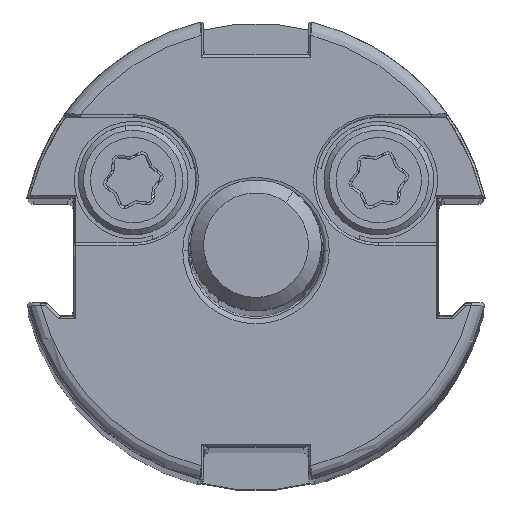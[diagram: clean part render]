
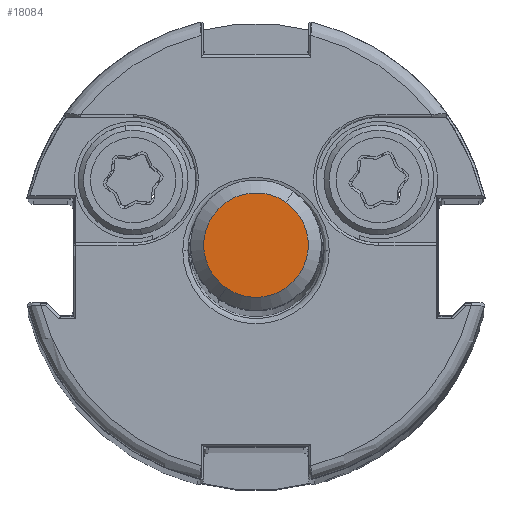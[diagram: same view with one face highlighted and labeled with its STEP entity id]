
A CAD part, top view. The second image highlights one B-rep face of the part: STEP entity #18084.
In plain terms, the highlighted planar face has unit normal (0, 0, 1).
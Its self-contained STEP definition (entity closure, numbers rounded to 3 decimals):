
#188 = EDGE_CURVE ( 'NONE', #7255, #10800, #17693, .T. ) ;
#594 = AXIS2_PLACEMENT_3D ( 'NONE', #744, #3702, #17812 ) ;
#744 = CARTESIAN_POINT ( 'NONE',  ( 0., 0., 257.4 ) ) ;
#1801 = CARTESIAN_POINT ( 'NONE',  ( -1.144, -1.64, 257.4 ) ) ;
#3680 = CIRCLE ( 'NONE', #18706, 2. ) ;
#3702 = DIRECTION ( 'NONE',  ( 0., 0., 1. ) ) ;
#4317 = CARTESIAN_POINT ( 'NONE',  ( 0., 0., 257.4 ) ) ;
#5160 = CARTESIAN_POINT ( 'NONE',  ( 0., 0., 257.4 ) ) ;
#5916 = DIRECTION ( 'NONE',  ( -0.572, -0.82, 0. ) ) ;
#6717 = PLANE ( 'NONE',  #19141 ) ;
#6798 = DIRECTION ( 'NONE',  ( -0.572, -0.82, 0. ) ) ;
#7255 = VERTEX_POINT ( 'NONE', #10477 ) ;
#10477 = CARTESIAN_POINT ( 'NONE',  ( 1.144, 1.64, 257.4 ) ) ;
#10800 = VERTEX_POINT ( 'NONE', #1801 ) ;
#12322 = EDGE_CURVE ( 'NONE', #10800, #7255, #3680, .T. ) ;
#13180 = ORIENTED_EDGE ( 'NONE', *, *, #188, .T. ) ;
#13838 = FACE_OUTER_BOUND ( 'NONE', #17472, .T. ) ;
#15159 = DIRECTION ( 'NONE',  ( 0., 0., 1. ) ) ;
#15941 = DIRECTION ( 'NONE',  ( 0., 0., 1. ) ) ;
#16093 = ORIENTED_EDGE ( 'NONE', *, *, #12322, .T. ) ;
#17472 = EDGE_LOOP ( 'NONE', ( #13180, #16093 ) ) ;
#17693 = CIRCLE ( 'NONE', #594, 2. ) ;
#17812 = DIRECTION ( 'NONE',  ( -0.572, -0.82, 0. ) ) ;
#18084 = ADVANCED_FACE ( 'NONE', ( #13838 ), #6717, .T. ) ;
#18706 = AXIS2_PLACEMENT_3D ( 'NONE', #4317, #15159, #5916 ) ;
#19141 = AXIS2_PLACEMENT_3D ( 'NONE', #5160, #15941, #6798 ) ;
